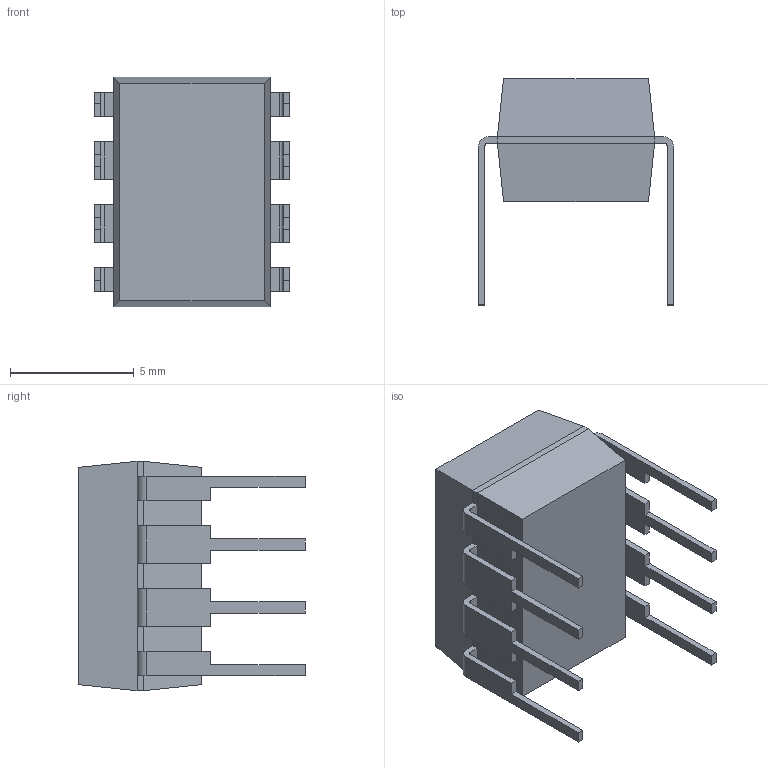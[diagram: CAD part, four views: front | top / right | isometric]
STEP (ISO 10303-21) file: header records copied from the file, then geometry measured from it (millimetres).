
FILE_DESCRIPTION (( 'STEP AP214' ),'1' );
FILE_NAME ('ATTINY85-20PU.STEP','2019-11-05T23:58:34',( '' ),( '' ),'SwSTEP 2.0','SolidWorks 2017','' );
FILE_SCHEMA (( 'AUTOMOTIVE_DESIGN' ));
Length unit declared in the file: millimetre
Products named in the file (1): ATTINY85-20PU
Bounding box: 7.87 x 9.14 x 9.27 mm (x, y, z)
Volume: 285.9 mm3; surface area: 384.1 mm2
Topology: 9 solids, 9 shells, 121 faces, 301 edges, 198 vertices
Faces by surface type: plane 103, cylinder 18
Entity records: 2662 total; most frequent: ORIENTED_EDGE 602, CARTESIAN_POINT 480, EDGE_CURVE 301, LINE 243, VERTEX_POINT 198, AXIS2_PLACEMENT_3D 131, FACE_OUTER_BOUND 121, ADVANCED_FACE 121
